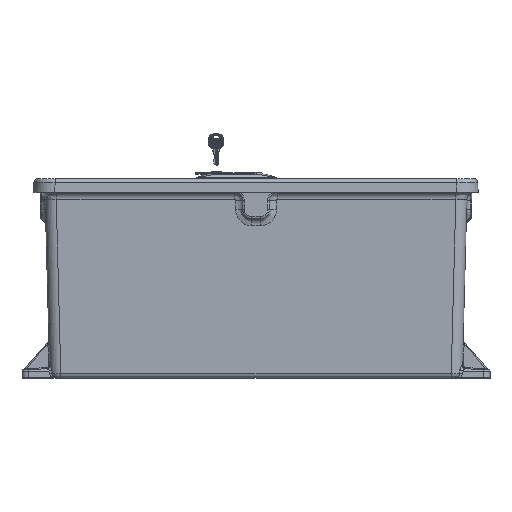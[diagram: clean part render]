
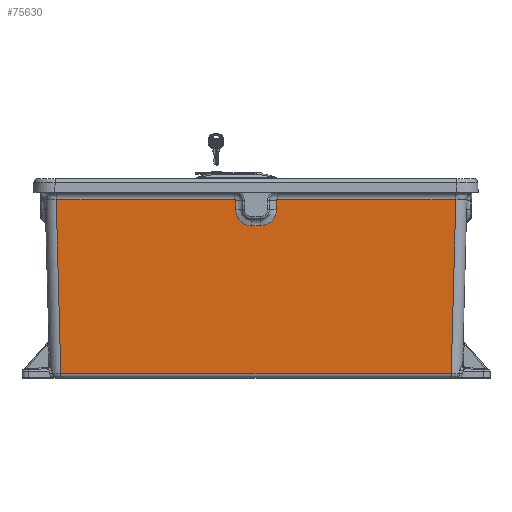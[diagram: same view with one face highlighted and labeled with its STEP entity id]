
A CAD part, top view. The second image highlights one B-rep face of the part: STEP entity #75630.
In plain terms, the highlighted planar face has unit normal (0, -0.026, 1).
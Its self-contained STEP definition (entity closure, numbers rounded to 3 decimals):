
#1528=LINE('',#120520,#6315);
#1529=LINE('',#120565,#6316);
#1531=LINE('',#120621,#6318);
#1533=LINE('',#120677,#6320);
#1535=LINE('',#120723,#6322);
#1537=LINE('',#120729,#6324);
#1538=LINE('',#120731,#6325);
#1539=LINE('',#120733,#6326);
#6315=VECTOR('',#92318,0.5);
#6316=VECTOR('',#92329,0.5);
#6318=VECTOR('',#92341,0.5);
#6320=VECTOR('',#92353,0.5);
#6322=VECTOR('',#92365,0.5);
#6324=VECTOR('',#92371,0.394);
#6325=VECTOR('',#92372,0.394);
#6326=VECTOR('',#92373,0.394);
#11734=PLANE('',#81254);
#13900=ELLIPSE('',#81235,0.048,0.047);
#13902=ELLIPSE('',#81240,0.952,0.952);
#13904=ELLIPSE('',#81245,0.952,0.952);
#13906=ELLIPSE('',#81250,0.048,0.047);
#17320=FACE_OUTER_BOUND('',#22116,.T.);
#22116=EDGE_LOOP('',(#49919,#49920,#49921,#49922,#49923,#49924,#49925,#49926,
#49927,#49928,#49929,#49930,#49931,#49932));
#27512=CIRCLE('',#81255,1.915);
#27513=CIRCLE('',#81256,1.915);
#30350=VERTEX_POINT('',#120513);
#30353=VERTEX_POINT('',#120518);
#30355=VERTEX_POINT('',#120557);
#30357=VERTEX_POINT('',#120563);
#30359=VERTEX_POINT('',#120613);
#30361=VERTEX_POINT('',#120619);
#30363=VERTEX_POINT('',#120669);
#30365=VERTEX_POINT('',#120675);
#30367=VERTEX_POINT('',#120715);
#30369=VERTEX_POINT('',#120721);
#30370=VERTEX_POINT('',#120726);
#30371=VERTEX_POINT('',#120728);
#30372=VERTEX_POINT('',#120730);
#30373=VERTEX_POINT('',#120732);
#37949=EDGE_CURVE('',#30353,#30350,#1528,.T.);
#37951=EDGE_CURVE('',#30355,#30353,#13900,.T.);
#37954=EDGE_CURVE('',#30357,#30355,#1529,.T.);
#37957=EDGE_CURVE('',#30359,#30357,#13902,.T.);
#37960=EDGE_CURVE('',#30361,#30359,#1531,.T.);
#37963=EDGE_CURVE('',#30363,#30361,#13904,.T.);
#37966=EDGE_CURVE('',#30365,#30363,#1533,.T.);
#37969=EDGE_CURVE('',#30367,#30365,#13906,.T.);
#37972=EDGE_CURVE('',#30369,#30367,#1535,.T.);
#37974=EDGE_CURVE('',#30370,#30369,#27512,.T.);
#37975=EDGE_CURVE('',#30371,#30370,#1537,.T.);
#37976=EDGE_CURVE('',#30372,#30371,#1538,.T.);
#37977=EDGE_CURVE('',#30373,#30372,#1539,.T.);
#37978=EDGE_CURVE('',#30350,#30373,#27513,.T.);
#49919=ORIENTED_EDGE('',*,*,#37949,.F.);
#49920=ORIENTED_EDGE('',*,*,#37951,.F.);
#49921=ORIENTED_EDGE('',*,*,#37954,.F.);
#49922=ORIENTED_EDGE('',*,*,#37957,.F.);
#49923=ORIENTED_EDGE('',*,*,#37960,.F.);
#49924=ORIENTED_EDGE('',*,*,#37963,.F.);
#49925=ORIENTED_EDGE('',*,*,#37966,.F.);
#49926=ORIENTED_EDGE('',*,*,#37969,.F.);
#49927=ORIENTED_EDGE('',*,*,#37972,.F.);
#49928=ORIENTED_EDGE('',*,*,#37974,.F.);
#49929=ORIENTED_EDGE('',*,*,#37975,.F.);
#49930=ORIENTED_EDGE('',*,*,#37976,.F.);
#49931=ORIENTED_EDGE('',*,*,#37977,.F.);
#49932=ORIENTED_EDGE('',*,*,#37978,.F.);
#75630=ADVANCED_FACE('',(#17320),#11734,.T.);
#81235=AXIS2_PLACEMENT_3D('',#120559,#92321,#92322);
#81240=AXIS2_PLACEMENT_3D('',#120615,#92333,#92334);
#81245=AXIS2_PLACEMENT_3D('',#120671,#92345,#92346);
#81250=AXIS2_PLACEMENT_3D('',#120717,#92357,#92358);
#81254=AXIS2_PLACEMENT_3D('',#120725,#92367,#92368);
#81255=AXIS2_PLACEMENT_3D('',#120727,#92369,#92370);
#81256=AXIS2_PLACEMENT_3D('',#120734,#92374,#92375);
#92318=DIRECTION('',(1.,0.,0.));
#92321=DIRECTION('center_axis',(0.,0.026,-1.));
#92322=DIRECTION('ref_axis',(0.003,1.,0.026));
#92329=DIRECTION('',(0.,1.,0.026));
#92333=DIRECTION('center_axis',(0.,-0.026,
1.));
#92334=DIRECTION('ref_axis',(0.,-1.,-0.026));
#92341=DIRECTION('',(1.,0.,0.));
#92345=DIRECTION('center_axis',(0.,-0.026,
1.));
#92346=DIRECTION('ref_axis',(0.,-1.,-0.026));
#92353=DIRECTION('',(0.,-1.,-0.026));
#92357=DIRECTION('center_axis',(0.,0.026,
-1.));
#92358=DIRECTION('ref_axis',(-0.003,1.,0.026));
#92365=DIRECTION('',(1.,0.,0.));
#92367=DIRECTION('center_axis',(0.,-0.026,1.));
#92368=DIRECTION('ref_axis',(-1.,0.,0.));
#92369=DIRECTION('center_axis',(0.,-0.026,
1.));
#92370=DIRECTION('ref_axis',(0.,-1.,-0.026));
#92371=DIRECTION('',(-0.026,0.999,0.026));
#92372=DIRECTION('',(-1.,0.,0.));
#92373=DIRECTION('',(-0.026,-0.999,-0.026));
#92374=DIRECTION('center_axis',(0.,-0.026,
1.));
#92375=DIRECTION('ref_axis',(0.02,-0.999,-0.026));
#120513=CARTESIAN_POINT('',(11.7,-0.975,10.388));
#120518=CARTESIAN_POINT('',(1.25,-0.975,10.388));
#120520=CARTESIAN_POINT('',(5.85,-0.975,10.388));
#120557=CARTESIAN_POINT('',(1.202,-1.022,10.387));
#120559=CARTESIAN_POINT('Origin',(1.249,-1.022,10.387));
#120563=CARTESIAN_POINT('',(1.202,-1.549,10.373));
#120565=CARTESIAN_POINT('',(1.202,0.001,10.414));
#120613=CARTESIAN_POINT('',(0.25,-2.501,10.349));
#120615=CARTESIAN_POINT('Origin',(0.25,-1.549,10.373));
#120619=CARTESIAN_POINT('',(-0.25,-2.501,10.349));
#120621=CARTESIAN_POINT('',(5.85,-2.501,10.349));
#120669=CARTESIAN_POINT('',(-1.202,-1.549,10.373));
#120671=CARTESIAN_POINT('Origin',(-0.25,-1.549,
10.373));
#120675=CARTESIAN_POINT('',(-1.202,-1.022,10.387));
#120677=CARTESIAN_POINT('',(-1.202,0.007,10.414));
#120715=CARTESIAN_POINT('',(-1.25,-0.975,10.388));
#120717=CARTESIAN_POINT('Origin',(-1.249,-1.022,10.387));
#120721=CARTESIAN_POINT('',(-11.7,-0.975,10.388));
#120723=CARTESIAN_POINT('',(5.85,-0.975,10.388));
#120725=CARTESIAN_POINT('Origin',(-12.414,0.,10.414));
#120726=CARTESIAN_POINT('',(-11.739,-0.974,10.388));
#120727=CARTESIAN_POINT('Origin',(-11.7,0.94,10.439));
#120728=CARTESIAN_POINT('',(-11.471,-11.195,10.121));
#120729=CARTESIAN_POINT('',(-11.758,-0.255,10.407));
#120730=CARTESIAN_POINT('',(11.471,-11.195,10.121));
#120731=CARTESIAN_POINT('',(-6.207,-11.195,10.121));
#120732=CARTESIAN_POINT('',(11.739,-0.974,10.388));
#120733=CARTESIAN_POINT('',(11.756,-0.308,10.406));
#120734=CARTESIAN_POINT('Origin',(11.7,0.94,10.439));
